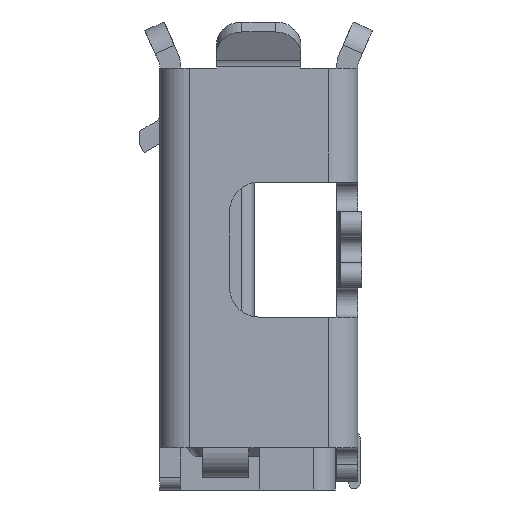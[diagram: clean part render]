
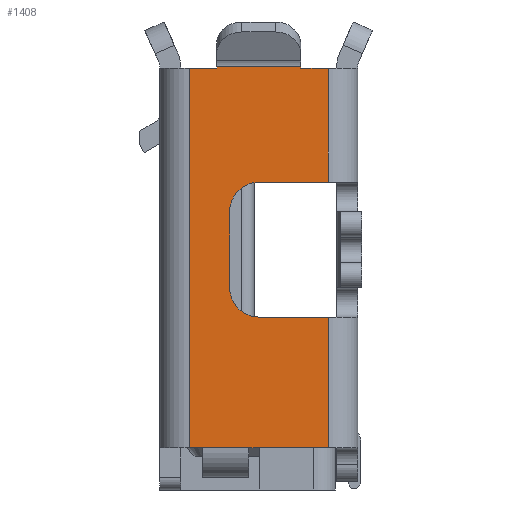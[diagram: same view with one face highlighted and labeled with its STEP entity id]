
A CAD part, left-side view. The second image highlights one B-rep face of the part: STEP entity #1408.
In plain terms, the highlighted face is planar.
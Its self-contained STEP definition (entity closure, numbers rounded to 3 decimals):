
#1408 = ADVANCED_FACE( 'NONE', ( #2958 ), #2959, .F. );
#2958 = FACE_OUTER_BOUND( '', #4864, .T. );
#2959 = PLANE( '', #4865 );
#4864 = EDGE_LOOP( '', ( #9082, #9083, #9084, #9085, #9086, #9087, #9088, #9089, #9090, #9091, #9092, #9093, #9094, #9095, #9096, #9097 ) );
#4865 = AXIS2_PLACEMENT_3D( '', #9098, #9099, #9100 );
#9082 = ORIENTED_EDGE( '', *, *, #12410, .T. );
#9083 = ORIENTED_EDGE( '', *, *, #11330, .F. );
#9084 = ORIENTED_EDGE( '', *, *, #11817, .T. );
#9085 = ORIENTED_EDGE( '', *, *, #12475, .F. );
#9086 = ORIENTED_EDGE( '', *, *, #12344, .T. );
#9087 = ORIENTED_EDGE( '', *, *, #12573, .T. );
#9088 = ORIENTED_EDGE( '', *, *, #10879, .T. );
#9089 = ORIENTED_EDGE( '', *, *, #10821, .T. );
#9090 = ORIENTED_EDGE( '', *, *, #12227, .T. );
#9091 = ORIENTED_EDGE( '', *, *, #11920, .T. );
#9092 = ORIENTED_EDGE( '', *, *, #12373, .T. );
#9093 = ORIENTED_EDGE( '', *, *, #11145, .T. );
#9094 = ORIENTED_EDGE( '', *, *, #12574, .T. );
#9095 = ORIENTED_EDGE( '', *, *, #12575, .T. );
#9096 = ORIENTED_EDGE( '', *, *, #11345, .T. );
#9097 = ORIENTED_EDGE( '', *, *, #11397, .T. );
#9098 = CARTESIAN_POINT( '', ( 0.41, 3.7, 0.683 ) );
#9099 = DIRECTION( '', ( 0., -1., 0. ) );
#9100 = DIRECTION( '', ( 0., 0., -1. ) );
#10821 = EDGE_CURVE( 'NONE', #12980, #12985, #12987, .T. );
#10879 = EDGE_CURVE( 'NONE', #13080, #12980, #13092, .T. );
#11145 = EDGE_CURVE( 'NONE', #13565, #13566, #13567, .T. );
#11330 = EDGE_CURVE( 'NONE', #13875, #13876, #13877, .T. );
#11345 = EDGE_CURVE( 'NONE', #13902, #13900, #13903, .T. );
#11397 = EDGE_CURVE( 'NONE', #13900, #13989, #13991, .T. );
#11817 = EDGE_CURVE( 'NONE', #13875, #14662, #14664, .T. );
#11920 = EDGE_CURVE( 'NONE', #14823, #14824, #14825, .T. );
#12227 = EDGE_CURVE( 'NONE', #12985, #14823, #15267, .T. );
#12344 = EDGE_CURVE( 'NONE', #15415, #15413, #15416, .T. );
#12373 = EDGE_CURVE( 'NONE', #14824, #13565, #15452, .T. );
#12410 = EDGE_CURVE( 'NONE', #13989, #13876, #15494, .T. );
#12475 = EDGE_CURVE( 'NONE', #15415, #14662, #15571, .T. );
#12573 = EDGE_CURVE( 'NONE', #15413, #13080, #15693, .T. );
#12574 = EDGE_CURVE( 'NONE', #13566, #15694, #15695, .T. );
#12575 = EDGE_CURVE( 'NONE', #15694, #13902, #15696, .T. );
#12980 = VERTEX_POINT( 'NONE', #16154 );
#12985 = VERTEX_POINT( 'NONE', #16160 );
#12987 = LINE( '', #16162, #16163 );
#13080 = VERTEX_POINT( 'NONE', #16292 );
#13092 = LINE( '', #16309, #16310 );
#13565 = VERTEX_POINT( 'NONE', #16965 );
#13566 = VERTEX_POINT( 'NONE', #16966 );
#13567 = CIRCLE( '', #16967, 0.35 );
#13875 = VERTEX_POINT( 'NONE', #17425 );
#13876 = VERTEX_POINT( 'NONE', #17426 );
#13877 = LINE( '', #17427, #17428 );
#13900 = VERTEX_POINT( 'NONE', #17466 );
#13902 = VERTEX_POINT( 'NONE', #17469 );
#13903 = LINE( '', #17470, #17471 );
#13989 = VERTEX_POINT( 'NONE', #17591 );
#13991 = LINE( '', #17593, #17594 );
#14662 = VERTEX_POINT( 'NONE', #18581 );
#14664 = LINE( '', #18583, #18584 );
#14823 = VERTEX_POINT( 'NONE', #18839 );
#14824 = VERTEX_POINT( 'NONE', #18840 );
#14825 = CIRCLE( '', #18841, 0.35 );
#15267 = LINE( '', #19519, #19520 );
#15413 = VERTEX_POINT( 'NONE', #19756 );
#15415 = VERTEX_POINT( 'NONE', #19759 );
#15416 = LINE( '', #19760, #19761 );
#15452 = LINE( '', #19813, #19814 );
#15494 = LINE( '', #19889, #19890 );
#15571 = LINE( '', #20016, #20017 );
#15693 = LINE( '', #20188, #20189 );
#15694 = VERTEX_POINT( 'NONE', #20190 );
#15695 = LINE( '', #20191, #20192 );
#15696 = LINE( '', #20193, #20194 );
#16154 = CARTESIAN_POINT( '', ( 0.5, 3.7, 0.65 ) );
#16160 = CARTESIAN_POINT( '', ( 2.05, 3.7, 0.65 ) );
#16162 = CARTESIAN_POINT( '', ( 0.41, 3.7, 0.65 ) );
#16163 = VECTOR( '', #20762, 1000. );
#16292 = CARTESIAN_POINT( '', ( 0.5, 3.7, -0.29 ) );
#16309 = CARTESIAN_POINT( '', ( 0.5, 3.7, 0.683 ) );
#16310 = VECTOR( '', #20822, 1000. );
#16965 = CARTESIAN_POINT( '', ( 3.3, 3.7, -0.52 ) );
#16966 = CARTESIAN_POINT( '', ( 3.65, 3.7, -0.17 ) );
#16967 = AXIS2_PLACEMENT_3D( '', #21158, #21159, #21160 );
#17425 = CARTESIAN_POINT( '', ( 5., 3.7, -0.675 ) );
#17426 = CARTESIAN_POINT( '', ( 5.02, 3.7, -0.675 ) );
#17427 = CARTESIAN_POINT( '', ( 5.02, 3.7, -0.675 ) );
#17428 = VECTOR( '', #21351, 1000. );
#17466 = CARTESIAN_POINT( '', ( 5., 3.7, 0.325 ) );
#17469 = CARTESIAN_POINT( '', ( 5., 3.7, 0.65 ) );
#17470 = CARTESIAN_POINT( '', ( 5., 3.7, 0.683 ) );
#17471 = VECTOR( '', #21373, 1000. );
#17591 = CARTESIAN_POINT( '', ( 5.02, 3.7, 0.325 ) );
#17593 = CARTESIAN_POINT( '', ( 0.41, 3.7, 0.325 ) );
#17594 = VECTOR( '', #21432, 1000. );
#18581 = CARTESIAN_POINT( '', ( 5., 3.7, -1. ) );
#18583 = CARTESIAN_POINT( '', ( 5., 3.7, 0.683 ) );
#18584 = VECTOR( '', #21902, 1000. );
#18839 = CARTESIAN_POINT( '', ( 2.05, 3.7, -0.17 ) );
#18840 = CARTESIAN_POINT( '', ( 2.4, 3.7, -0.52 ) );
#18841 = AXIS2_PLACEMENT_3D( '', #22009, #22010, #22011 );
#19519 = CARTESIAN_POINT( '', ( 2.05, 3.7, 0.683 ) );
#19520 = VECTOR( '', #22326, 1000. );
#19756 = CARTESIAN_POINT( '', ( 0.5, 3.7, -0.84 ) );
#19759 = CARTESIAN_POINT( '', ( 0.5, 3.7, -1. ) );
#19760 = CARTESIAN_POINT( '', ( 0.5, 3.7, 0.683 ) );
#19761 = VECTOR( '', #22444, 1000. );
#19813 = CARTESIAN_POINT( '', ( 0.41, 3.7, -0.52 ) );
#19814 = VECTOR( '', #22470, 1000. );
#19889 = CARTESIAN_POINT( '', ( 5.02, 3.7, 0.683 ) );
#19890 = VECTOR( '', #22498, 1000. );
#20016 = CARTESIAN_POINT( '', ( 2.75, 3.7, -1. ) );
#20017 = VECTOR( '', #22561, 1000. );
#20188 = CARTESIAN_POINT( '', ( 0.5, 3.7, 0.683 ) );
#20189 = VECTOR( '', #22650, 1000. );
#20190 = CARTESIAN_POINT( '', ( 3.65, 3.7, 0.65 ) );
#20191 = CARTESIAN_POINT( '', ( 3.65, 3.7, 0.683 ) );
#20192 = VECTOR( '', #22651, 1000. );
#20193 = CARTESIAN_POINT( '', ( 0.41, 3.7, 0.65 ) );
#20194 = VECTOR( '', #22652, 1000. );
#20762 = DIRECTION( '', ( 1., 0., 0. ) );
#20822 = DIRECTION( '', ( 0., 0., 1. ) );
#21158 = CARTESIAN_POINT( '', ( 3.3, 3.7, -0.17 ) );
#21159 = DIRECTION( '', ( 0., -1., 0. ) );
#21160 = DIRECTION( '', ( 0., 0., 1. ) );
#21351 = DIRECTION( '', ( 1., 0., 0. ) );
#21373 = DIRECTION( '', ( 0., 0., -1. ) );
#21432 = DIRECTION( '', ( 1., 0., 0. ) );
#21902 = DIRECTION( '', ( 0., 0., -1. ) );
#22009 = CARTESIAN_POINT( '', ( 2.4, 3.7, -0.17 ) );
#22010 = DIRECTION( '', ( 0., -1., 0. ) );
#22011 = DIRECTION( '', ( 0., 0., 1. ) );
#22326 = DIRECTION( '', ( 0., 0., -1. ) );
#22444 = DIRECTION( '', ( 0., 0., 1. ) );
#22470 = DIRECTION( '', ( 1., 0., 0. ) );
#22498 = DIRECTION( '', ( 0., 0., -1. ) );
#22561 = DIRECTION( '', ( 1., 0., 0. ) );
#22650 = DIRECTION( '', ( 0., 0., 1. ) );
#22651 = DIRECTION( '', ( 0., 0., 1. ) );
#22652 = DIRECTION( '', ( 1., 0., 0. ) );
